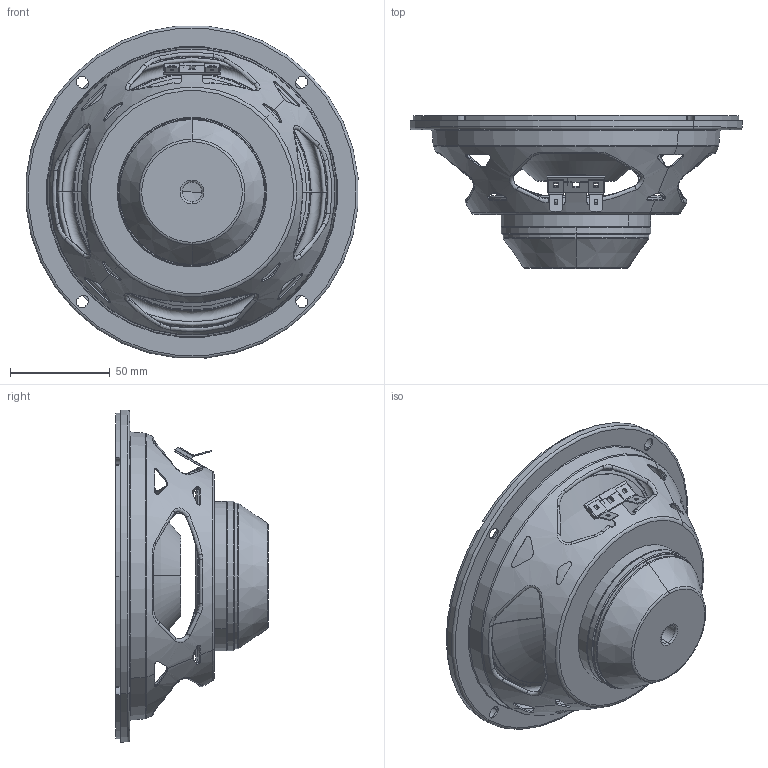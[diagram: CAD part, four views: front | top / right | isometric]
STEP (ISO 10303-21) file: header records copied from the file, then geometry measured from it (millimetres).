
FILE_DESCRIPTION (( 'STEP AP203' ), '1' );
FILE_NAME ('466A-6.5inch woofer.STEP', '2023-04-17T10:36:12', ( '微软用户' ), ( '微软中国' ), 'SwSTEP 2.0', 'SolidWorks 2020', '' );
FILE_SCHEMA (( 'CONFIG_CONTROL_DESIGN' ));
Length unit declared in the file: millimetre
Products named in the file (1): 466A-6.5inch woofer
Bounding box: 166.36 x 76.5 x 166.36 mm (x, y, z)
Surface area: 131890.5 mm2 (no closed solid volume)
Topology: 0 solids, 16 shells, 399 faces, 1194 edges, 801 vertices
Faces by surface type: bspline 116, cylinder 100, plane 89, torus 50, cone 42, sphere 2
Entity records: 17082 total; most frequent: CARTESIAN_POINT 7106, ORIENTED_EDGE 2090, DIRECTION 1858, EDGE_CURVE 1194, VERTEX_POINT 801, AXIS2_PLACEMENT_3D 753, CIRCLE 469, EDGE_LOOP 462
